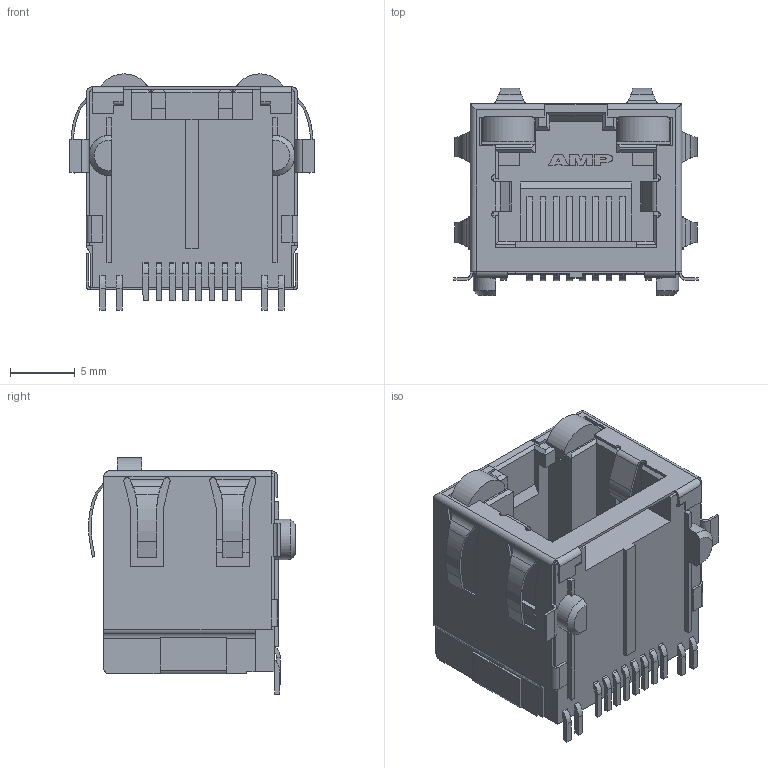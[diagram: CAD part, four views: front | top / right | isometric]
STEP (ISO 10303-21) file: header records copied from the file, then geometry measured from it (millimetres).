
FILE_DESCRIPTION((''),'2;1');
FILE_NAME('C-6339191-5','2013-12-02T',('workeradm'),('Tyco Electronics Ltd.'),'PRO/ENGINEER BY PARAMETRIC TECHNOLOGY CORPORATION, 2013050','PRO/ENGINEER BY PARAMETRIC TECHNOLOGY CORPORATION, 2013050','');
FILE_SCHEMA(('AUTOMOTIVE_DESIGN { 1 0 10303 214 1 1 1 1 }'));
Length unit declared in the file: millimetre
Products named in the file (1): C-6339191-5
Bounding box: 18.8 x 15.92 x 18.17 mm (x, y, z)
Volume: 2157.9 mm3; surface area: 2424 mm2
Topology: 1 solids, 1 shells, 608 faces, 1649 edges, 1058 vertices
Faces by surface type: plane 430, cylinder 122, bspline 52, extrusion 2, cone 2
Entity records: 21132 total; most frequent: CARTESIAN_POINT 5848, ORIENTED_EDGE 3298, DIRECTION 2847, EDGE_CURVE 1649, VECTOR 1307, LINE 1305, VERTEX_POINT 1058, AXIS2_PLACEMENT_3D 770
